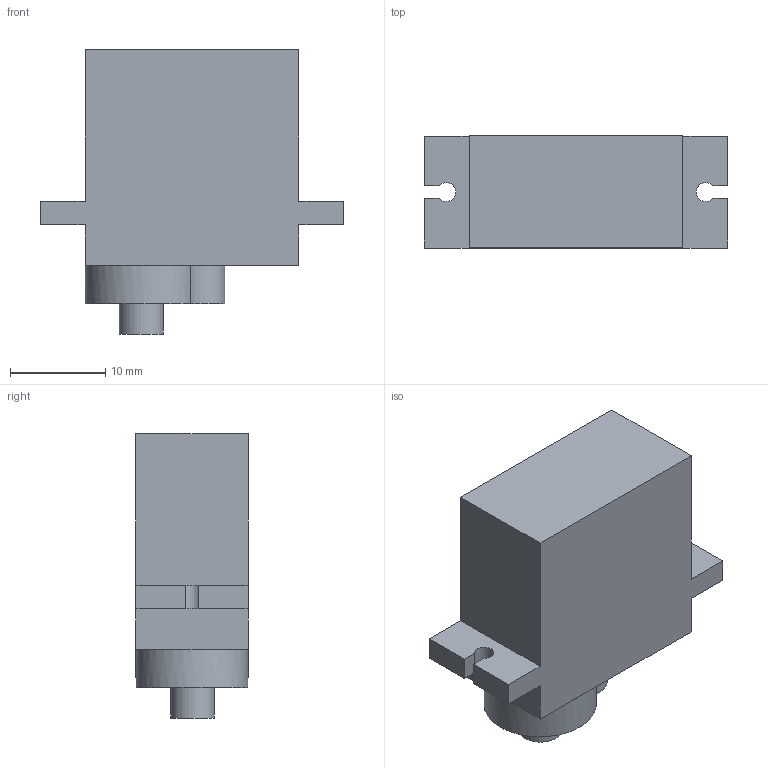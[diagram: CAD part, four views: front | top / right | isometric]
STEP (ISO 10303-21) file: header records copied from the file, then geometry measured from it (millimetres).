
FILE_DESCRIPTION(('HOOPS Exchange Step'),'2;1');
FILE_NAME('226dcf8a19379671089ff5d21ee5449a20210830-1-xb6vky.SLDPRT.step','2021-08-30T16:31:58+00:00',('root'),('Unknown organisation'),'HOOPS Exchange 2021.0','HOOPS Exchange','Unknown authorisation');
FILE_SCHEMA( ('AUTOMOTIVE_DESIGN { 1 0 10303 214 1 1 1 1 }') );
Length unit declared in the file: millimetre
Products named in the file (2): Default; 226dcf8a19379671089ff5d21ee5449a20210830-1-xb6vky
Assembly tree (1 placements, depth 2):
  226dcf8a19379671089ff5d21ee5449a20210830-1-xb6vky
    Default
Bounding box: 31.9 x 11.8 x 29.9 mm (x, y, z)
Volume: 6821.2 mm3; surface area: 2601 mm2
Topology: 1 solids, 1 shells, 32 faces, 85 edges, 57 vertices
Faces by surface type: plane 25, cylinder 7
Full cylindrical faces by diameter (mm): 1.7 x1, 4.6 x1
Entity records: 1056 total; most frequent: CARTESIAN_POINT 177, DIRECTION 176, ORIENTED_EDGE 170, EDGE_CURVE 85, VECTOR 64, LINE 64, VERTEX_POINT 57, AXIS2_PLACEMENT_3D 56
